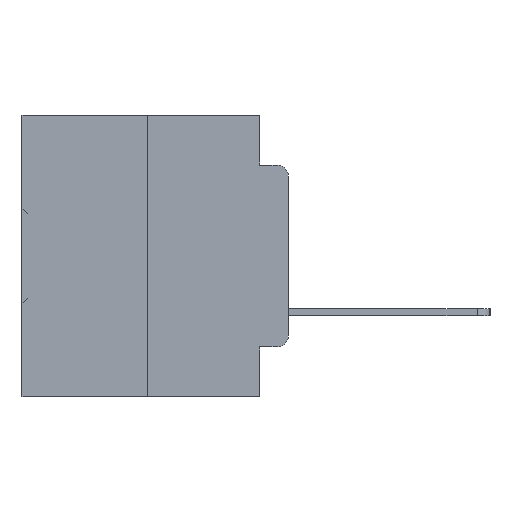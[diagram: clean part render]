
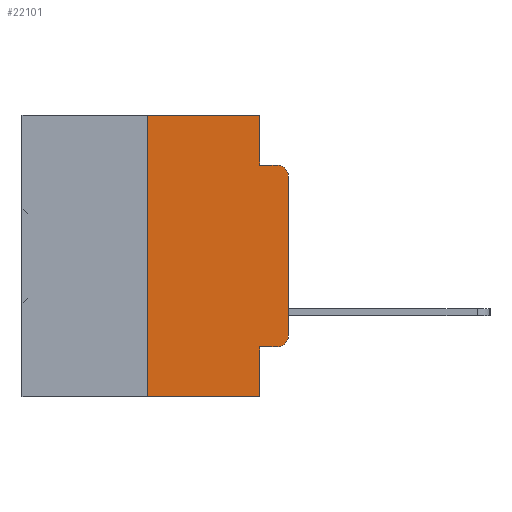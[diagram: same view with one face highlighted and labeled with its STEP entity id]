
A CAD part, left-side view. The second image highlights one B-rep face of the part: STEP entity #22101.
In plain terms, the highlighted planar face has unit normal (-1, 0, 0).
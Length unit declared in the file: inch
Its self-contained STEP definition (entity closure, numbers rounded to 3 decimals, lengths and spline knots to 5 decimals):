
#154 = VECTOR ( 'NONE', #9228, 39.37008 ) ;
#324 = ORIENTED_EDGE ( 'NONE', *, *, #28690, .T. ) ;
#917 = ORIENTED_EDGE ( 'NONE', *, *, #4221, .F. ) ;
#2070 = LINE ( 'NONE', #2183, #16577 ) ;
#2112 = LINE ( 'NONE', #17473, #23208 ) ;
#2183 = CARTESIAN_POINT ( 'NONE',  ( 0., 0.051, -0.0885 ) ) ;
#2414 = LINE ( 'NONE', #4005, #9204 ) ;
#2496 = EDGE_CURVE ( 'NONE', #24656, #5408, #18230, .T. ) ;
#4005 = CARTESIAN_POINT ( 'NONE',  ( 0., 0.25, 0. ) ) ;
#4221 = EDGE_CURVE ( 'NONE', #13047, #17933, #21252, .T. ) ;
#5350 = CARTESIAN_POINT ( 'NONE',  ( 0., 0.051, -0.0885 ) ) ;
#5408 = VERTEX_POINT ( 'NONE', #24382 ) ;
#5486 = CARTESIAN_POINT ( 'NONE',  ( 0., 0.473, 0. ) ) ;
#6927 = VECTOR ( 'NONE', #24733, 39.37008 ) ;
#7282 = ORIENTED_EDGE ( 'NONE', *, *, #13257, .T. ) ;
#7368 = AXIS2_PLACEMENT_3D ( 'NONE', #27551, #10557, #30438 ) ;
#7899 = LINE ( 'NONE', #26250, #154 ) ;
#8097 = LINE ( 'NONE', #5486, #23276 ) ;
#8323 = CARTESIAN_POINT ( 'NONE',  ( 0., 0.473, 0. ) ) ;
#8706 = VERTEX_POINT ( 'NONE', #25726 ) ;
#9122 = ORIENTED_EDGE ( 'NONE', *, *, #36574, .T. ) ;
#9152 = DIRECTION ( 'NONE',  ( 0., 0., -1. ) ) ;
#9204 = VECTOR ( 'NONE', #9813, 39.37008 ) ;
#9228 = DIRECTION ( 'NONE',  ( 0., -1., 0. ) ) ;
#9664 = DIRECTION ( 'NONE',  ( 0., 0., 1. ) ) ;
#9695 = CARTESIAN_POINT ( 'NONE',  ( 0., 0.02, -0.4115 ) ) ;
#9813 = DIRECTION ( 'NONE',  ( 0., 0., 1. ) ) ;
#9889 = ORIENTED_EDGE ( 'NONE', *, *, #30019, .T. ) ;
#10557 = DIRECTION ( 'NONE',  ( -1., 0., 0. ) ) ;
#11230 = FACE_OUTER_BOUND ( 'NONE', #12428, .T. ) ;
#12428 = EDGE_LOOP ( 'NONE', ( #7282, #9122, #15484, #917, #25648, #14913, #324, #31682, #9889, #32522 ) ) ;
#13047 = VERTEX_POINT ( 'NONE', #14073 ) ;
#13257 = EDGE_CURVE ( 'NONE', #8706, #19713, #16539, .T. ) ;
#14073 = CARTESIAN_POINT ( 'NONE',  ( 0., 0.051, 0. ) ) ;
#14211 = PLANE ( 'NONE',  #33028 ) ;
#14218 = VERTEX_POINT ( 'NONE', #19743 ) ;
#14901 = EDGE_CURVE ( 'NONE', #18901, #8706, #22978, .T. ) ;
#14913 = ORIENTED_EDGE ( 'NONE', *, *, #25540, .F. ) ;
#15434 = AXIS2_PLACEMENT_3D ( 'NONE', #32619, #15741, #35394 ) ;
#15484 = ORIENTED_EDGE ( 'NONE', *, *, #29095, .F. ) ;
#15741 = DIRECTION ( 'NONE',  ( -1., 0., 0. ) ) ;
#16539 = LINE ( 'NONE', #29561, #29753 ) ;
#16577 = VECTOR ( 'NONE', #19426, 39.37008 ) ;
#16596 = CARTESIAN_POINT ( 'NONE',  ( 0., 0., -0.1085 ) ) ;
#17009 = DIRECTION ( 'NONE',  ( 0., 0., -1. ) ) ;
#17286 = CARTESIAN_POINT ( 'NONE',  ( 0., 0.02, -0.0885 ) ) ;
#17473 = CARTESIAN_POINT ( 'NONE',  ( 0., 0.473, -0.5 ) ) ;
#17933 = VERTEX_POINT ( 'NONE', #5350 ) ;
#18230 = LINE ( 'NONE', #23366, #32375 ) ;
#18901 = VERTEX_POINT ( 'NONE', #9695 ) ;
#19061 = CARTESIAN_POINT ( 'NONE',  ( 0., 0.051, 0. ) ) ;
#19426 = DIRECTION ( 'NONE',  ( 0., -1., 0. ) ) ;
#19713 = VERTEX_POINT ( 'NONE', #16596 ) ;
#19743 = CARTESIAN_POINT ( 'NONE',  ( 0., 0.25, -0.5 ) ) ;
#21252 = LINE ( 'NONE', #19061, #6927 ) ;
#22101 = ADVANCED_FACE ( 'NONE', ( #11230 ), #14211, .F. ) ;
#22978 = CIRCLE ( 'NONE', #7368, 0.02 ) ;
#23208 = VECTOR ( 'NONE', #31571, 39.37008 ) ;
#23276 = VECTOR ( 'NONE', #25436, 39.37008 ) ;
#23366 = CARTESIAN_POINT ( 'NONE',  ( 0., 0.051, 0. ) ) ;
#24382 = CARTESIAN_POINT ( 'NONE',  ( 0., 0.051, -0.5 ) ) ;
#24656 = VERTEX_POINT ( 'NONE', #34313 ) ;
#24707 = VERTEX_POINT ( 'NONE', #26037 ) ;
#24733 = DIRECTION ( 'NONE',  ( 0., 0., -1. ) ) ;
#25436 = DIRECTION ( 'NONE',  ( 0., -1., 0. ) ) ;
#25540 = EDGE_CURVE ( 'NONE', #14218, #24707, #2414, .T. ) ;
#25648 = ORIENTED_EDGE ( 'NONE', *, *, #33188, .F. ) ;
#25726 = CARTESIAN_POINT ( 'NONE',  ( 0., 0., -0.3915 ) ) ;
#26037 = CARTESIAN_POINT ( 'NONE',  ( 0., 0.25, 0. ) ) ;
#26250 = CARTESIAN_POINT ( 'NONE',  ( 0., 0.051, -0.4115 ) ) ;
#27551 = CARTESIAN_POINT ( 'NONE',  ( 0., 0.02, -0.3915 ) ) ;
#27983 = VERTEX_POINT ( 'NONE', #17286 ) ;
#28690 = EDGE_CURVE ( 'NONE', #14218, #5408, #2112, .T. ) ;
#28767 = CIRCLE ( 'NONE', #15434, 0.02 ) ;
#29095 = EDGE_CURVE ( 'NONE', #17933, #27983, #2070, .T. ) ;
#29561 = CARTESIAN_POINT ( 'NONE',  ( 0., 0., 0. ) ) ;
#29753 = VECTOR ( 'NONE', #9664, 39.37008 ) ;
#30019 = EDGE_CURVE ( 'NONE', #24656, #18901, #7899, .T. ) ;
#30438 = DIRECTION ( 'NONE',  ( 0., 0., -1. ) ) ;
#31571 = DIRECTION ( 'NONE',  ( 0., -1., 0. ) ) ;
#31682 = ORIENTED_EDGE ( 'NONE', *, *, #2496, .F. ) ;
#32375 = VECTOR ( 'NONE', #9152, 39.37008 ) ;
#32522 = ORIENTED_EDGE ( 'NONE', *, *, #14901, .T. ) ;
#32619 = CARTESIAN_POINT ( 'NONE',  ( 0., 0.02, -0.1085 ) ) ;
#33028 = AXIS2_PLACEMENT_3D ( 'NONE', #8323, #33897, #17009 ) ;
#33188 = EDGE_CURVE ( 'NONE', #24707, #13047, #8097, .T. ) ;
#33897 = DIRECTION ( 'NONE',  ( 1., 0., 0. ) ) ;
#34313 = CARTESIAN_POINT ( 'NONE',  ( 0., 0.051, -0.4115 ) ) ;
#35394 = DIRECTION ( 'NONE',  ( 0., 0., -1. ) ) ;
#36574 = EDGE_CURVE ( 'NONE', #19713, #27983, #28767, .T. ) ;
